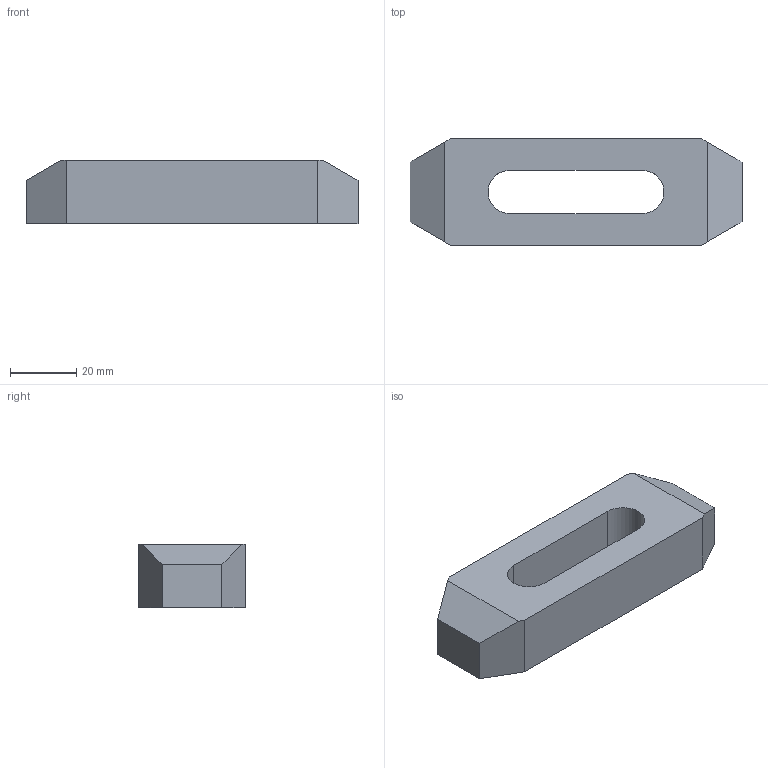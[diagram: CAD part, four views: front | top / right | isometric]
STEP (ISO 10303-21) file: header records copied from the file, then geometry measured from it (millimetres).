
FILE_DESCRIPTION (( 'STEP AP203' ), '1' );
FILE_NAME ('bj152-12100.STEP', '2021-10-24T23:46:56', ( '' ), ( '' ), 'SwSTEP 2.0', 'SolidWorks 2020', '' );
FILE_SCHEMA (( 'CONFIG_CONTROL_DESIGN' ));
Length unit declared in the file: millimetre
Products named in the file (1): bj152-12100
Bounding box: 100 x 32 x 19 mm (x, y, z)
Volume: 43801.2 mm3; surface area: 11394.7 mm2
Topology: 1 solids, 1 shells, 17 faces, 45 edges, 30 vertices
Faces by surface type: plane 14, cylinder 3
Entity records: 606 total; most frequent: CARTESIAN_POINT 93, ORIENTED_EDGE 90, DIRECTION 87, EDGE_CURVE 45, VECTOR 39, LINE 39, VERTEX_POINT 30, AXIS2_PLACEMENT_3D 24
